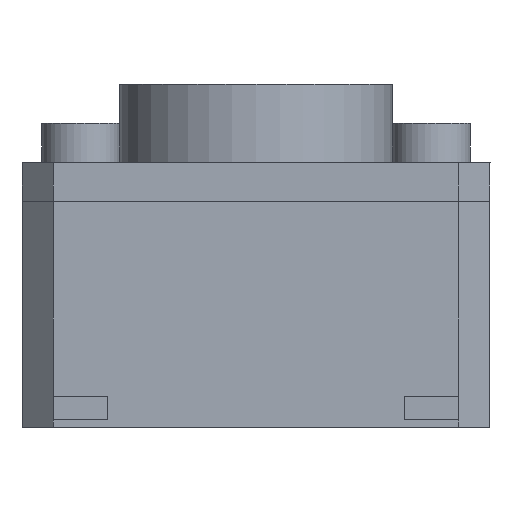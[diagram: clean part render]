
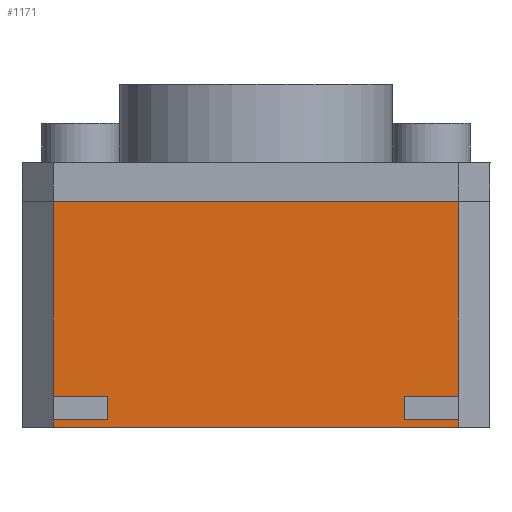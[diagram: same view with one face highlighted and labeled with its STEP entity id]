
A CAD part, left-side view. The second image highlights one B-rep face of the part: STEP entity #1171.
In plain terms, the highlighted planar face has unit normal (-1, 0, 0).
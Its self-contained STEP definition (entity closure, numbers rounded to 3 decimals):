
#102=FACE_OUTER_BOUND('',#178,.T.);
#178=EDGE_LOOP('',(#885,#886,#887,#888,#889,#890,#891,#892,#893,#894,#895,
#896));
#293=LINE('',#1747,#438);
#297=LINE('',#1756,#442);
#298=LINE('',#1758,#443);
#299=LINE('',#1760,#444);
#300=LINE('',#1762,#445);
#301=LINE('',#1764,#446);
#302=LINE('',#1766,#447);
#303=LINE('',#1768,#448);
#304=LINE('',#1770,#449);
#305=LINE('',#1772,#450);
#306=LINE('',#1774,#451);
#307=LINE('',#1775,#452);
#438=VECTOR('',#1416,5.2);
#442=VECTOR('',#1426,2.5);
#443=VECTOR('',#1427,0.7);
#444=VECTOR('',#1428,0.3);
#445=VECTOR('',#1429,0.7);
#446=VECTOR('',#1430,0.1);
#447=VECTOR('',#1431,5.2);
#448=VECTOR('',#1432,0.1);
#449=VECTOR('',#1433,0.7);
#450=VECTOR('',#1434,0.3);
#451=VECTOR('',#1435,0.7);
#452=VECTOR('',#1436,2.5);
#523=VERTEX_POINT('',#1615);
#535=VERTEX_POINT('',#1647);
#571=VERTEX_POINT('',#1755);
#572=VERTEX_POINT('',#1757);
#573=VERTEX_POINT('',#1759);
#574=VERTEX_POINT('',#1761);
#575=VERTEX_POINT('',#1763);
#576=VERTEX_POINT('',#1765);
#577=VERTEX_POINT('',#1767);
#578=VERTEX_POINT('',#1769);
#579=VERTEX_POINT('',#1771);
#580=VERTEX_POINT('',#1773);
#684=EDGE_CURVE('',#535,#523,#293,.T.);
#688=EDGE_CURVE('',#523,#571,#297,.T.);
#689=EDGE_CURVE('',#571,#572,#298,.T.);
#690=EDGE_CURVE('',#572,#573,#299,.T.);
#691=EDGE_CURVE('',#573,#574,#300,.T.);
#692=EDGE_CURVE('',#574,#575,#301,.T.);
#693=EDGE_CURVE('',#576,#575,#302,.T.);
#694=EDGE_CURVE('',#577,#576,#303,.T.);
#695=EDGE_CURVE('',#577,#578,#304,.T.);
#696=EDGE_CURVE('',#578,#579,#305,.T.);
#697=EDGE_CURVE('',#579,#580,#306,.T.);
#698=EDGE_CURVE('',#535,#580,#307,.T.);
#885=ORIENTED_EDGE('',*,*,#684,.T.);
#886=ORIENTED_EDGE('',*,*,#688,.T.);
#887=ORIENTED_EDGE('',*,*,#689,.T.);
#888=ORIENTED_EDGE('',*,*,#690,.T.);
#889=ORIENTED_EDGE('',*,*,#691,.T.);
#890=ORIENTED_EDGE('',*,*,#692,.T.);
#891=ORIENTED_EDGE('',*,*,#693,.F.);
#892=ORIENTED_EDGE('',*,*,#694,.F.);
#893=ORIENTED_EDGE('',*,*,#695,.T.);
#894=ORIENTED_EDGE('',*,*,#696,.T.);
#895=ORIENTED_EDGE('',*,*,#697,.T.);
#896=ORIENTED_EDGE('',*,*,#698,.F.);
#1105=PLANE('',#1249);
#1171=ADVANCED_FACE('',(#102),#1105,.T.);
#1249=AXIS2_PLACEMENT_3D('',#1754,#1424,#1425);
#1416=DIRECTION('',(0.,1.,0.));
#1424=DIRECTION('center_axis',(-1.,0.,0.));
#1425=DIRECTION('ref_axis',(0.,1.,0.));
#1426=DIRECTION('',(0.,0.,-1.));
#1427=DIRECTION('',(0.,-1.,0.));
#1428=DIRECTION('',(0.,0.,-1.));
#1429=DIRECTION('',(0.,1.,0.));
#1430=DIRECTION('',(0.,0.,-1.));
#1431=DIRECTION('',(0.,1.,0.));
#1432=DIRECTION('',(0.,0.,-1.));
#1433=DIRECTION('',(0.,1.,0.));
#1434=DIRECTION('',(0.,0.,1.));
#1435=DIRECTION('',(0.,-1.,0.));
#1436=DIRECTION('',(0.,0.,-1.));
#1615=CARTESIAN_POINT('',(-3.,2.6,-0.5));
#1647=CARTESIAN_POINT('',(-3.,-2.6,-0.5));
#1747=CARTESIAN_POINT('',(-3.,-2.6,-0.5));
#1754=CARTESIAN_POINT('Origin',(-3.,-2.6,0.));
#1755=CARTESIAN_POINT('',(-3.,2.6,-3.));
#1756=CARTESIAN_POINT('',(-3.,2.6,0.));
#1757=CARTESIAN_POINT('',(-3.,1.9,-3.));
#1758=CARTESIAN_POINT('',(-3.,-0.263,-3.));
#1759=CARTESIAN_POINT('',(-3.,1.9,-3.3));
#1760=CARTESIAN_POINT('',(-3.,1.9,-1.5));
#1761=CARTESIAN_POINT('',(-3.,2.6,-3.3));
#1762=CARTESIAN_POINT('',(-3.,-0.263,-3.3));
#1763=CARTESIAN_POINT('',(-3.,2.6,-3.4));
#1764=CARTESIAN_POINT('',(-3.,2.6,0.));
#1765=CARTESIAN_POINT('',(-3.,-2.6,-3.4));
#1766=CARTESIAN_POINT('',(-3.,2.6,-3.4));
#1767=CARTESIAN_POINT('',(-3.,-2.6,-3.3));
#1768=CARTESIAN_POINT('',(-3.,-2.6,0.));
#1769=CARTESIAN_POINT('',(-3.,-1.9,-3.3));
#1770=CARTESIAN_POINT('',(-3.,-2.425,-3.3));
#1771=CARTESIAN_POINT('',(-3.,-1.9,-3.));
#1772=CARTESIAN_POINT('',(-3.,-1.9,-1.5));
#1773=CARTESIAN_POINT('',(-3.,-2.6,-3.));
#1774=CARTESIAN_POINT('',(-3.,-2.425,-3.));
#1775=CARTESIAN_POINT('',(-3.,-2.6,0.));
